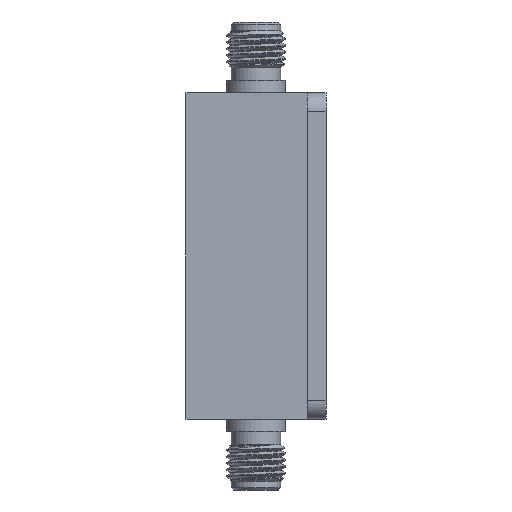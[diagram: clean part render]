
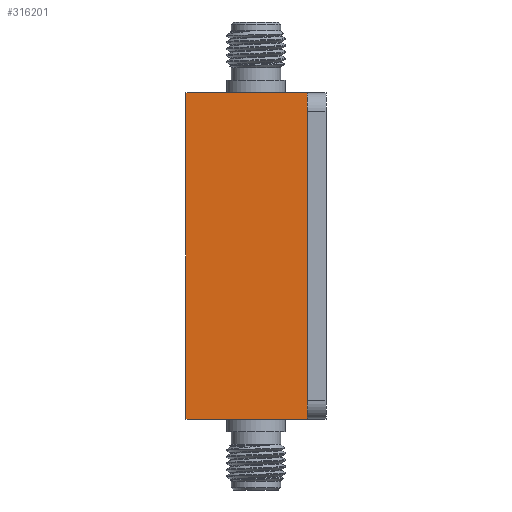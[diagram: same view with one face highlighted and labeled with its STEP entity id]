
A CAD part, left-side view. The second image highlights one B-rep face of the part: STEP entity #316201.
In plain terms, the highlighted planar face has unit normal (-1, 0, 0).
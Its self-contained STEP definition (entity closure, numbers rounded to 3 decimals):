
#12723 = EDGE_CURVE ( 'NONE', #352644, #293595, #87573, .T. ) ;
#25340 = FACE_OUTER_BOUND ( 'NONE', #304604, .T. ) ;
#27451 = EDGE_CURVE ( 'NONE', #352644, #295444, #154579, .T. ) ;
#40926 = CARTESIAN_POINT ( 'NONE',  ( -32.5, -6.5, -17.5 ) ) ;
#54143 = DIRECTION ( 'NONE',  ( 0., -1., 0. ) ) ;
#59467 = ORIENTED_EDGE ( 'NONE', *, *, #12723, .F. ) ;
#60654 = DIRECTION ( 'NONE',  ( 0., 0., 1. ) ) ;
#72526 = CARTESIAN_POINT ( 'NONE',  ( -32.5, 6.5, 17.5 ) ) ;
#82443 = ORIENTED_EDGE ( 'NONE', *, *, #27451, .T. ) ;
#87573 = LINE ( 'NONE', #196873, #278501 ) ;
#89504 = VERTEX_POINT ( 'NONE', #342782 ) ;
#91217 = DIRECTION ( 'NONE',  ( 0., 0., 1. ) ) ;
#134738 = PLANE ( 'NONE',  #171497 ) ;
#141086 = ORIENTED_EDGE ( 'NONE', *, *, #157028, .F. ) ;
#154579 = LINE ( 'NONE', #181431, #307816 ) ;
#157028 = EDGE_CURVE ( 'NONE', #293595, #89504, #213790, .T. ) ;
#171497 = AXIS2_PLACEMENT_3D ( 'NONE', #242297, #215385, #272636 ) ;
#181431 = CARTESIAN_POINT ( 'NONE',  ( -32.5, 6.5, -17.5 ) ) ;
#182877 = VECTOR ( 'NONE', #54143, 1000. ) ;
#196873 = CARTESIAN_POINT ( 'NONE',  ( -32.5, 6.5, -17.5 ) ) ;
#213790 = LINE ( 'NONE', #299659, #182877 ) ;
#215385 = DIRECTION ( 'NONE',  ( 1., 0., 0. ) ) ;
#223451 = CARTESIAN_POINT ( 'NONE',  ( -32.5, -6.5, -17.5 ) ) ;
#223605 = ORIENTED_EDGE ( 'NONE', *, *, #225723, .T. ) ;
#225723 = EDGE_CURVE ( 'NONE', #295444, #89504, #229225, .T. ) ;
#229225 = LINE ( 'NONE', #40926, #283185 ) ;
#242297 = CARTESIAN_POINT ( 'NONE',  ( -32.5, 6.5, -17.5 ) ) ;
#272636 = DIRECTION ( 'NONE',  ( 0., 0., -1. ) ) ;
#278501 = VECTOR ( 'NONE', #60654, 1000. ) ;
#283185 = VECTOR ( 'NONE', #91217, 1000. ) ;
#290749 = DIRECTION ( 'NONE',  ( 0., -1., 0. ) ) ;
#293595 = VERTEX_POINT ( 'NONE', #72526 ) ;
#295444 = VERTEX_POINT ( 'NONE', #223451 ) ;
#299659 = CARTESIAN_POINT ( 'NONE',  ( -32.5, 6.5, 17.5 ) ) ;
#304604 = EDGE_LOOP ( 'NONE', ( #223605, #141086, #59467, #82443 ) ) ;
#307816 = VECTOR ( 'NONE', #290749, 1000. ) ;
#313873 = CARTESIAN_POINT ( 'NONE',  ( -32.5, 6.5, -17.5 ) ) ;
#316201 = ADVANCED_FACE ( 'NONE', ( #25340 ), #134738, .F. ) ;
#342782 = CARTESIAN_POINT ( 'NONE',  ( -32.5, -6.5, 17.5 ) ) ;
#352644 = VERTEX_POINT ( 'NONE', #313873 ) ;
